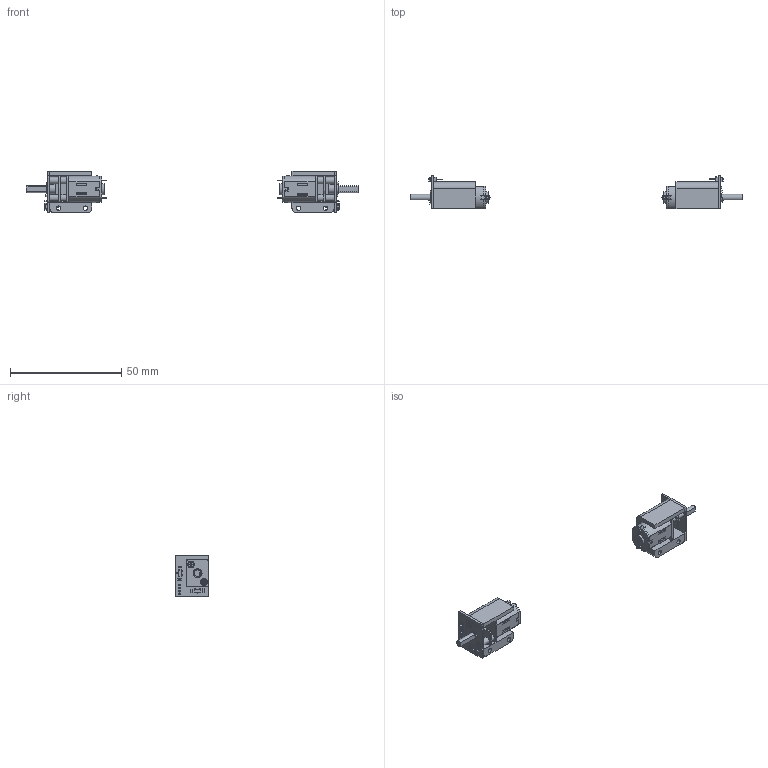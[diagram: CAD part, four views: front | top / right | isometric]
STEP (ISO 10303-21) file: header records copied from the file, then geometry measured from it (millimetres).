
FILE_DESCRIPTION(/* description */ (''),/* implementation_level */ '2;1');
FILE_NAME(/* name */ 'Mootorid.step',/* time_stamp */ '2022-01-15T20:47:53+02:00',/* author */ (''),/* organization */ (''),/* preprocessor_version */ 'ST-DEVELOPER v18.1',/* originating_system */ 'Autodesk Translation Framework v10.10.0.1391',/* authorisation */ '');
FILE_SCHEMA (('AUTOMOTIVE_DESIGN { 1 0 10303 214 3 1 1 }'));
Length unit declared in the file: millimetre
Products named in the file (27): Mootorid; BracketL; BracketR; Component1(Mirror); EnkooderL; C_0603_1608Metric; SOLID; SOT-23; SOLID (1); R_0603_1608Metric; SOLID (2); PinHeader_1x04_P1.27mm_Vertical; SOLID (3); COMPOUND; EnkooderR; SOT-23_1; SOLID (1)_1; R_0603_1608Metric_1; SOLID (2)_1; PinHeader_1x04_P1.27mm_Vertical_1; SOLID (3)_1; C_0603_1608Metric_1; SOLID_1; COMPOUND_1; Motor DC 3000RPM_Component1; Motor DC 3000RPM_Component1_1; Component2
Assembly tree (33 placements, depth 4):
  Mootorid
    BracketL
    BracketR
      Component1(Mirror)
    EnkooderL
      C_0603_1608Metric  x2
        SOLID
      SOT-23  x2
        SOLID (1)
      R_0603_1608Metric  x2
        SOLID (2)
      PinHeader_1x04_P1.27mm_Vertical
        SOLID (3)
      COMPOUND
    EnkooderR
      C_0603_1608Metric_1  x2
        SOLID_1
      SOT-23_1  x2
        SOLID (1)_1
      R_0603_1608Metric_1  x2
        SOLID (2)_1
      PinHeader_1x04_P1.27mm_Vertical_1
        SOLID (3)_1
      COMPOUND_1
    Motor DC 3000RPM_Component1
      Component2
    Motor DC 3000RPM_Component1_1
      Component2
Bounding box: 149.4 x 15 x 18.6 mm (x, y, z)
Volume: 8187.4 mm3; surface area: 8033 mm2
Topology: 20 solids, 20 shells, 1270 faces, 3168 edges, 2010 vertices
Faces by surface type: plane 900, cylinder 322, bspline 24, torus 20, sphere 4
Full cylindrical faces by diameter (mm): 0.65 x8, 2 x6, 2.4 x4, 3 x12, 4.03 x4, 5.03 x2
Entity records: 25570 total; most frequent: CARTESIAN_POINT 5088, DIRECTION 3984, ORIENTED_EDGE 3928, EDGE_CURVE 1964, LINE 1548, VECTOR 1548, VERTEX_POINT 1248, AXIS2_PLACEMENT_3D 1218
